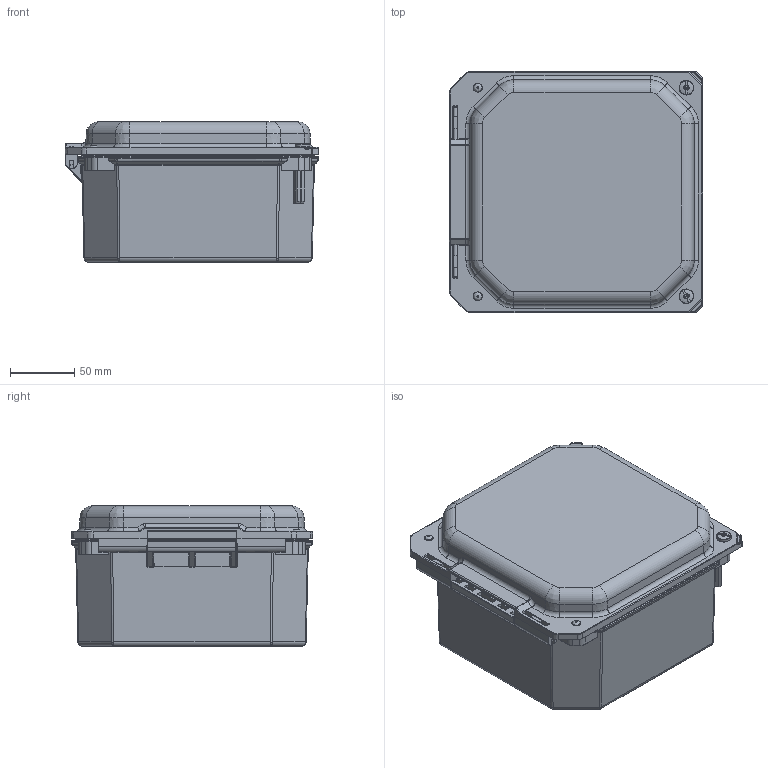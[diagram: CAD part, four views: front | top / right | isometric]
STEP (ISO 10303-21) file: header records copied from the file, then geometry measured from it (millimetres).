
FILE_DESCRIPTION(/* description */ (''),/* implementation_level */ '2;1');
FILE_NAME(/* name */ 'HW-CC60604CHSC.stp',/* time_stamp */ '2016-08-25T12:02:36-05:00',/* author */ ('lieb_t'),/* organization */ (''),/* preprocessor_version */ 'ST-DEVELOPER v16.5',/* originating_system */ 'Autodesk Inventor 2017',/* authorisation */ '');
FILE_SCHEMA (('CONFIG_CONTROL_DESIGN'));
Products named in the file (11): HW-CC60604CHSC; DS060604BOX; BRASS INSERT-(; BRASS INSERT-(_1; BRASS INSERT-(_2; GA606; DSCC060604CVR; O_RING_COVER; COVER SCREW(0; DS COVER  BUSH; RMHINGAT40006-01
Assembly tree (23 placements, depth 2):
  HW-CC60604CHSC
    DS060604BOX
    BRASS INSERT-(  x4
    BRASS INSERT-(_1  x4
    BRASS INSERT-(_2  x4
    GA606
    DSCC060604CVR
    O_RING_COVER  x2
    COVER SCREW(0  x2
    DS COVER  BUSH  x2
    RMHINGAT40006-01  x2
Bounding box: 197.89 x 188.36 x 109.52 mm (x, y, z)
Volume: 520357.5 mm3; surface area: 310075.6 mm2
Topology: 25 solids, 25 shells, 1943 faces, 4678 edges, 2709 vertices
Faces by surface type: cylinder 709, plane 538, bspline 372, torus 189, cone 126, sphere 9
Full cylindrical faces by diameter (mm): 3.429 x2, 3.48 x2, 3.81 x2, 3.861 x8, 3.962 x12, 5.055 x2, 5.3 x2, 5.563 x4, 6.248 x12, 6.401 x4, 7.925 x6, 11.43 x2
Entity records: 67580 total; most frequent: CARTESIAN_POINT 25700, DIRECTION 9015, ORIENTED_EDGE 8494, EDGE_CURVE 4245, AXIS2_PLACEMENT_3D 3591, VERTEX_POINT 2524, EDGE_LOOP 1965, LINE 1833
